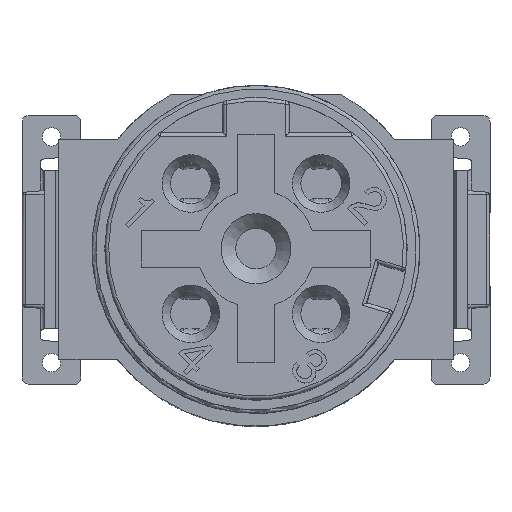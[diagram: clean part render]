
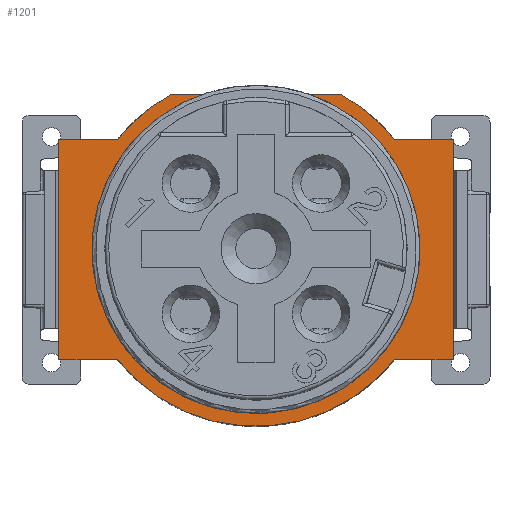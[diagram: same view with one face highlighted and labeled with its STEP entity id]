
A CAD part, top view. The second image highlights one B-rep face of the part: STEP entity #1201.
In plain terms, the highlighted planar face has unit normal (0, 0, 1).
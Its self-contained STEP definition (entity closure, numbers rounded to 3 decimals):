
#1201=ADVANCED_FACE('',(#2365),#1929,.F.);
#1929=PLANE('',#14255);
#2365=FACE_OUTER_BOUND('',#3103,.T.);
#3103=EDGE_LOOP('',(#5174,#5175,#5176,#5177,#5178,#5179,#5180,#5181,#5182,
#5183,#5184,#5185));
#3885=CIRCLE('',#14214,4.45);
#3892=CIRCLE('',#14238,4.8);
#3900=CIRCLE('',#14248,4.8);
#3902=CIRCLE('',#14251,4.8);
#5174=ORIENTED_EDGE('',*,*,#10060,.F.);
#5175=ORIENTED_EDGE('',*,*,#9978,.F.);
#5176=ORIENTED_EDGE('',*,*,#10061,.F.);
#5177=ORIENTED_EDGE('',*,*,#10051,.F.);
#5178=ORIENTED_EDGE('',*,*,#9973,.F.);
#5179=ORIENTED_EDGE('',*,*,#9989,.T.);
#5180=ORIENTED_EDGE('',*,*,#9967,.T.);
#5181=ORIENTED_EDGE('',*,*,#10055,.F.);
#5182=ORIENTED_EDGE('',*,*,#9890,.F.);
#5183=ORIENTED_EDGE('',*,*,#10034,.F.);
#5184=ORIENTED_EDGE('',*,*,#9900,.F.);
#5185=ORIENTED_EDGE('',*,*,#10031,.F.);
#8594=VERTEX_POINT('',#19807);
#8595=VERTEX_POINT('',#19809);
#8604=VERTEX_POINT('',#19828);
#8605=VERTEX_POINT('',#19830);
#8660=VERTEX_POINT('',#20007);
#8661=VERTEX_POINT('',#20009);
#8665=VERTEX_POINT('',#20019);
#8666=VERTEX_POINT('',#20021);
#8670=VERTEX_POINT('',#20031);
#8671=VERTEX_POINT('',#20032);
#8711=VERTEX_POINT('',#20171);
#8725=VERTEX_POINT('',#20220);
#9890=EDGE_CURVE('',#8594,#8595,#11835,.T.);
#9900=EDGE_CURVE('',#8604,#8605,#11843,.T.);
#9967=EDGE_CURVE('',#8661,#8660,#11894,.T.);
#9973=EDGE_CURVE('',#8665,#8666,#11900,.T.);
#9978=EDGE_CURVE('',#8670,#8671,#3885,.T.);
#9989=EDGE_CURVE('',#8665,#8661,#11910,.T.);
#10031=EDGE_CURVE('',#8711,#8604,#3892,.T.);
#10034=EDGE_CURVE('',#8605,#8594,#11942,.T.);
#10051=EDGE_CURVE('',#8666,#8725,#3900,.T.);
#10055=EDGE_CURVE('',#8595,#8660,#3902,.T.);
#10060=EDGE_CURVE('',#8671,#8711,#11954,.T.);
#10061=EDGE_CURVE('',#8725,#8670,#11955,.T.);
#11835=LINE('',#19808,#13000);
#11843=LINE('',#19829,#13008);
#11894=LINE('',#20008,#13059);
#11900=LINE('',#20020,#13065);
#11910=LINE('',#20090,#13075);
#11942=LINE('',#20189,#13107);
#11954=LINE('',#20272,#13119);
#11955=LINE('',#20273,#13120);
#13000=VECTOR('',#15565,1.);
#13008=VECTOR('',#15579,1.);
#13059=VECTOR('',#15682,1.);
#13065=VECTOR('',#15690,1.);
#13075=VECTOR('',#15718,1.);
#13107=VECTOR('',#15792,1.);
#13119=VECTOR('',#15832,1.);
#13120=VECTOR('',#15833,1.);
#14214=AXIS2_PLACEMENT_3D('',#20030,#15699,#15700);
#14238=AXIS2_PLACEMENT_3D('',#20172,#15786,#15787);
#14248=AXIS2_PLACEMENT_3D('',#20219,#15817,#15818);
#14251=AXIS2_PLACEMENT_3D('',#20239,#15824,#15825);
#14255=AXIS2_PLACEMENT_3D('',#20274,#15834,#15835);
#15565=DIRECTION('',(-1.,0.,0.));
#15579=DIRECTION('',(1.,0.,0.));
#15682=DIRECTION('',(1.,0.,0.));
#15690=DIRECTION('',(1.,0.,0.));
#15699=DIRECTION('',(0.,0.,1.));
#15700=DIRECTION('',(1.,0.,0.));
#15718=DIRECTION('',(0.,-1.,0.));
#15786=DIRECTION('',(0.,0.,-1.));
#15787=DIRECTION('',(0.707,-0.707,0.));
#15792=DIRECTION('',(0.,-1.,0.));
#15817=DIRECTION('',(0.,0.,-1.));
#15818=DIRECTION('',(1.,0.,0.));
#15824=DIRECTION('',(0.,0.,-1.));
#15825=DIRECTION('',(1.,0.,0.));
#15832=DIRECTION('',(1.,0.,0.));
#15833=DIRECTION('',(1.,0.,0.));
#15834=DIRECTION('',(0.,0.,-1.));
#15835=DIRECTION('',(-0.707,0.707,0.));
#19807=CARTESIAN_POINT('',(12.85,4.87,5.1));
#19808=CARTESIAN_POINT('',(7.5,4.87,5.1));
#19809=CARTESIAN_POINT('',(11.263,4.87,5.1));
#19828=CARTESIAN_POINT('',(11.263,10.83,5.1));
#19829=CARTESIAN_POINT('',(7.5,10.83,5.1));
#19830=CARTESIAN_POINT('',(12.85,10.83,5.1));
#20007=CARTESIAN_POINT('',(3.737,4.87,5.1));
#20008=CARTESIAN_POINT('',(7.5,4.87,5.1));
#20009=CARTESIAN_POINT('',(2.15,4.87,5.1));
#20019=CARTESIAN_POINT('',(2.15,10.83,5.1));
#20020=CARTESIAN_POINT('',(1.2,10.83,5.1));
#20021=CARTESIAN_POINT('',(3.737,10.83,5.1));
#20030=CARTESIAN_POINT('',(7.5,7.85,5.1));
#20031=CARTESIAN_POINT('',(6.029,12.05,5.1));
#20032=CARTESIAN_POINT('',(8.971,12.05,5.1));
#20090=CARTESIAN_POINT('',(2.15,5.35,5.1));
#20171=CARTESIAN_POINT('',(9.824,12.05,5.1));
#20172=CARTESIAN_POINT('',(7.5,7.85,5.1));
#20189=CARTESIAN_POINT('',(12.85,10.35,5.1));
#20219=CARTESIAN_POINT('',(7.5,7.85,5.1));
#20220=CARTESIAN_POINT('',(5.176,12.05,5.1));
#20239=CARTESIAN_POINT('',(7.5,7.85,5.1));
#20272=CARTESIAN_POINT('',(7.5,12.05,5.1));
#20273=CARTESIAN_POINT('',(7.5,12.05,5.1));
#20274=CARTESIAN_POINT('',(7.5,7.85,5.1));
